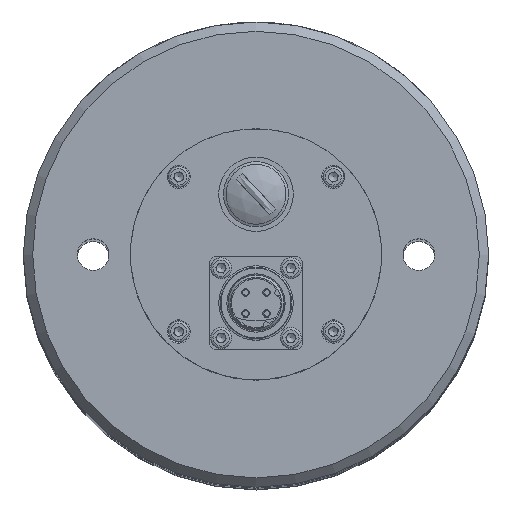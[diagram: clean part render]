
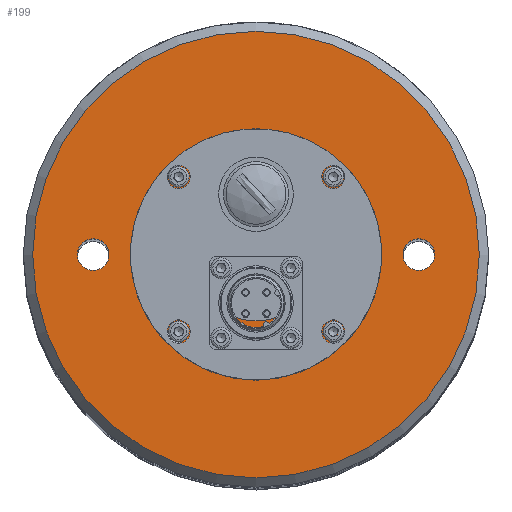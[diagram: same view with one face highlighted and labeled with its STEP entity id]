
A CAD part, top view. The second image highlights one B-rep face of the part: STEP entity #199.
In plain terms, the highlighted planar face has unit normal (0, 0, 1).
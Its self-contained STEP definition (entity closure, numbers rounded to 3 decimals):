
#34 = DIRECTION ( 'NONE',  ( 0., 0., 1. ) ) ;
#93 = FACE_BOUND ( 'NONE', #850, .T. ) ;
#98 = CIRCLE ( 'NONE', #4498, 48. ) ;
#184 = CARTESIAN_POINT ( 'NONE',  ( 0., 0., -19. ) ) ;
#199 = ADVANCED_FACE ( 'NONE', ( #1150, #218, #1048, #93, #2006 ), #2669, .T. ) ;
#218 = FACE_BOUND ( 'NONE', #3272, .T. ) ;
#309 = VERTEX_POINT ( 'NONE', #3426 ) ;
#375 = AXIS2_PLACEMENT_3D ( 'NONE', #2181, #34, #2565 ) ;
#612 = CARTESIAN_POINT ( 'NONE',  ( -35., 0., -19. ) ) ;
#850 = EDGE_LOOP ( 'NONE', ( #3865 ) ) ;
#925 = ORIENTED_EDGE ( 'NONE', *, *, #4360, .F. ) ;
#969 = DIRECTION ( 'NONE',  ( 1., 0., 0. ) ) ;
#999 = EDGE_CURVE ( 'NONE', #2393, #2393, #98, .T. ) ;
#1048 = FACE_BOUND ( 'NONE', #2557, .T. ) ;
#1099 = CIRCLE ( 'NONE', #2884, 3.4 ) ;
#1143 = CARTESIAN_POINT ( 'NONE',  ( 0., 20., -19. ) ) ;
#1150 = FACE_BOUND ( 'NONE', #3901, .T. ) ;
#1258 = AXIS2_PLACEMENT_3D ( 'NONE', #2314, #3061, #2331 ) ;
#1490 = CIRCLE ( 'NONE', #375, 3.4 ) ;
#1494 = DIRECTION ( 'NONE',  ( 1., 0., 0. ) ) ;
#1995 = ORIENTED_EDGE ( 'NONE', *, *, #3932, .F. ) ;
#2006 = FACE_OUTER_BOUND ( 'NONE', #4470, .T. ) ;
#2181 = CARTESIAN_POINT ( 'NONE',  ( 35., 0., -19. ) ) ;
#2194 = EDGE_CURVE ( 'NONE', #3166, #3166, #3332, .T. ) ;
#2314 = CARTESIAN_POINT ( 'NONE',  ( 0., 0., -19. ) ) ;
#2331 = DIRECTION ( 'NONE',  ( 1., 0., 0. ) ) ;
#2393 = VERTEX_POINT ( 'NONE', #3359 ) ;
#2557 = EDGE_LOOP ( 'NONE', ( #2851 ) ) ;
#2565 = DIRECTION ( 'NONE',  ( 1., 0., 0. ) ) ;
#2669 = PLANE ( 'NONE',  #1258 ) ;
#2751 = CARTESIAN_POINT ( 'NONE',  ( 38.4, 0., -19. ) ) ;
#2851 = ORIENTED_EDGE ( 'NONE', *, *, #3489, .T. ) ;
#2863 = CIRCLE ( 'NONE', #4316, 1.15 ) ;
#2884 = AXIS2_PLACEMENT_3D ( 'NONE', #612, #3125, #969 ) ;
#3061 = DIRECTION ( 'NONE',  ( 0., 0., 1. ) ) ;
#3125 = DIRECTION ( 'NONE',  ( 0., 0., 1. ) ) ;
#3166 = VERTEX_POINT ( 'NONE', #4059 ) ;
#3272 = EDGE_LOOP ( 'NONE', ( #1995 ) ) ;
#3332 = CIRCLE ( 'NONE', #3882, 14.25 ) ;
#3359 = CARTESIAN_POINT ( 'NONE',  ( 48., 0., -19. ) ) ;
#3426 = CARTESIAN_POINT ( 'NONE',  ( 1.15, 20., -19. ) ) ;
#3441 = CARTESIAN_POINT ( 'NONE',  ( -31.6, 0., -19. ) ) ;
#3489 = EDGE_CURVE ( 'NONE', #309, #309, #2863, .T. ) ;
#3630 = DIRECTION ( 'NONE',  ( 0., 0., -1. ) ) ;
#3710 = VERTEX_POINT ( 'NONE', #2751 ) ;
#3865 = ORIENTED_EDGE ( 'NONE', *, *, #2194, .T. ) ;
#3882 = AXIS2_PLACEMENT_3D ( 'NONE', #184, #4303, #3981 ) ;
#3901 = EDGE_LOOP ( 'NONE', ( #925 ) ) ;
#3928 = CARTESIAN_POINT ( 'NONE',  ( 0., 0., -19. ) ) ;
#3932 = EDGE_CURVE ( 'NONE', #4290, #4290, #1099, .T. ) ;
#3934 = DIRECTION ( 'NONE',  ( 0., 0., 1. ) ) ;
#3943 = DIRECTION ( 'NONE',  ( 1., 0., 0. ) ) ;
#3970 = ORIENTED_EDGE ( 'NONE', *, *, #999, .T. ) ;
#3981 = DIRECTION ( 'NONE',  ( 1., 0., 0. ) ) ;
#4059 = CARTESIAN_POINT ( 'NONE',  ( 14.25, 0., -19. ) ) ;
#4290 = VERTEX_POINT ( 'NONE', #3441 ) ;
#4303 = DIRECTION ( 'NONE',  ( 0., 0., -1. ) ) ;
#4316 = AXIS2_PLACEMENT_3D ( 'NONE', #1143, #3630, #1494 ) ;
#4360 = EDGE_CURVE ( 'NONE', #3710, #3710, #1490, .T. ) ;
#4470 = EDGE_LOOP ( 'NONE', ( #3970 ) ) ;
#4498 = AXIS2_PLACEMENT_3D ( 'NONE', #3928, #3934, #3943 ) ;
